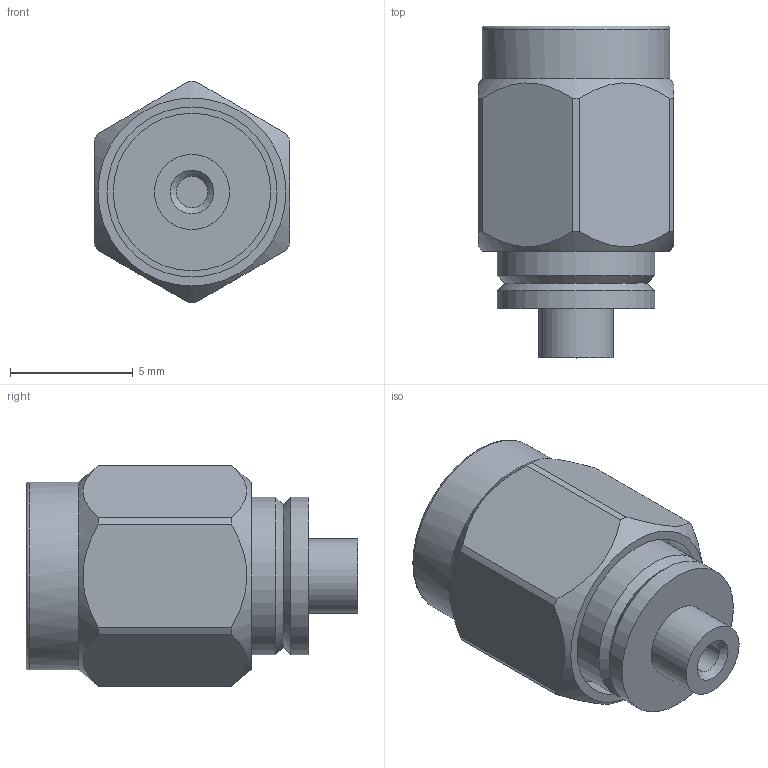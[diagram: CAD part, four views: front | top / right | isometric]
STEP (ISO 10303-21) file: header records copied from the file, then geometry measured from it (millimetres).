
FILE_DESCRIPTION (( 'STEP AP203' ), '1' );
FILE_NAME ('SMC24-047M.step', '2020-03-26T20:50:42', ( '' ), ( '' ), 'SwSTEP 2.0', 'SolidWorks 2018', '' );
FILE_SCHEMA (( 'CONFIG_CONTROL_DESIGN' ));
Length unit declared in the file: inch
Products named in the file (1): SMC24-047M
Bounding box: 7.94 x 13.49 x 8.99 mm (x, y, z)
Volume: 440.9 mm3; surface area: 629.6 mm2
Topology: 1 solids, 1 shells, 50 faces, 111 edges, 72 vertices
Faces by surface type: cylinder 21, plane 17, cone 8, bspline 3, torus 1
Full cylindrical faces by diameter (mm): 0.533 x1, 0.94 x1, 1.27 x1, 2.4 x1, 3.052 x1, 4.572 x1, 6.406 x2, 6.914 x1, 7 x4, 7.641 x1
Entity records: 2319 total; most frequent: CARTESIAN_POINT 1358, DIRECTION 182, ORIENTED_EDGE 154, AXIS2_PLACEMENT_3D 85, EDGE_CURVE 77, EDGE_LOOP 73, VERTEX_POINT 60, FACE_OUTER_BOUND 58
